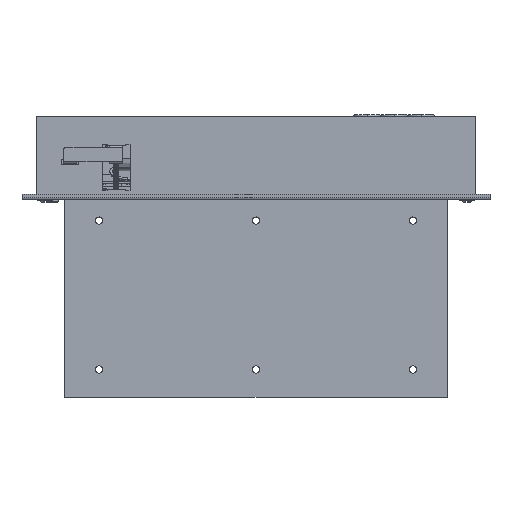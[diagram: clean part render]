
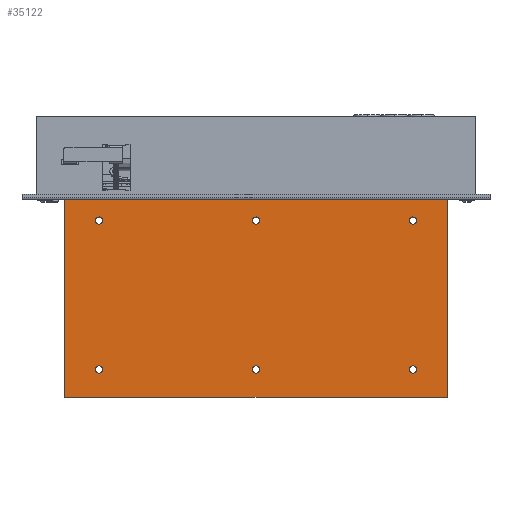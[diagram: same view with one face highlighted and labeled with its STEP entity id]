
A CAD part, top view. The second image highlights one B-rep face of the part: STEP entity #35122.
In plain terms, the highlighted face is planar.
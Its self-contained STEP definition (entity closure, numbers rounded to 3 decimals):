
#34721=CARTESIAN_POINT('',(115.,3.,-75.5));
#34722=DIRECTION('',(0.,-1.,0.));
#34723=DIRECTION('',(1.,0.,0.));
#34724=AXIS2_PLACEMENT_3D('',#34721,#34722,#34723);
#34726=CARTESIAN_POINT('',(115.,3.,-75.5));
#34727=DIRECTION('',(0.,-1.,0.));
#34728=DIRECTION('',(-1.,0.,0.));
#34729=AXIS2_PLACEMENT_3D('',#34726,#34727,#34728);
#34731=CARTESIAN_POINT('',(-115.,3.,-75.5));
#34732=DIRECTION('',(0.,-1.,0.));
#34733=DIRECTION('',(1.,0.,0.));
#34734=AXIS2_PLACEMENT_3D('',#34731,#34732,#34733);
#34736=CARTESIAN_POINT('',(-115.,3.,-75.5));
#34737=DIRECTION('',(0.,-1.,0.));
#34738=DIRECTION('',(-1.,0.,0.));
#34739=AXIS2_PLACEMENT_3D('',#34736,#34737,#34738);
#34741=DIRECTION('',(0.,0.,1.));
#34742=VECTOR('',#34741,160.);
#34743=CARTESIAN_POINT('',(-145.,3.,-80.));
#34744=LINE('',#34743,#34742);
#34745=DIRECTION('',(-1.,0.,0.));
#34746=VECTOR('',#34745,290.);
#34747=CARTESIAN_POINT('',(145.,3.,-80.));
#34748=LINE('',#34747,#34746);
#34749=DIRECTION('',(0.,0.,-1.));
#34750=VECTOR('',#34749,160.);
#34751=CARTESIAN_POINT('',(145.,3.,80.));
#34752=LINE('',#34751,#34750);
#34753=DIRECTION('',(1.,0.,0.));
#34754=VECTOR('',#34753,290.);
#34755=CARTESIAN_POINT('',(-145.,3.,80.));
#34756=LINE('',#34755,#34754);
#34757=CARTESIAN_POINT('',(119.,3.,-54.));
#34758=DIRECTION('',(0.,-1.,0.));
#34759=DIRECTION('',(-1.,0.,0.));
#34760=AXIS2_PLACEMENT_3D('',#34757,#34758,#34759);
#34762=CARTESIAN_POINT('',(119.,3.,-54.));
#34763=DIRECTION('',(0.,-1.,0.));
#34764=DIRECTION('',(1.,0.,0.));
#34765=AXIS2_PLACEMENT_3D('',#34762,#34763,#34764);
#34767=CARTESIAN_POINT('',(0.,3.,-54.));
#34768=DIRECTION('',(0.,-1.,0.));
#34769=DIRECTION('',(-1.,0.,0.));
#34770=AXIS2_PLACEMENT_3D('',#34767,#34768,#34769);
#34772=CARTESIAN_POINT('',(0.,3.,-54.));
#34773=DIRECTION('',(0.,-1.,0.));
#34774=DIRECTION('',(1.,0.,0.));
#34775=AXIS2_PLACEMENT_3D('',#34772,#34773,#34774);
#34777=CARTESIAN_POINT('',(-119.,3.,-54.));
#34778=DIRECTION('',(0.,-1.,0.));
#34779=DIRECTION('',(-1.,0.,0.));
#34780=AXIS2_PLACEMENT_3D('',#34777,#34778,#34779);
#34782=CARTESIAN_POINT('',(-119.,3.,-54.));
#34783=DIRECTION('',(0.,-1.,0.));
#34784=DIRECTION('',(1.,0.,0.));
#34785=AXIS2_PLACEMENT_3D('',#34782,#34783,#34784);
#34787=CARTESIAN_POINT('',(119.,3.,59.));
#34788=DIRECTION('',(0.,-1.,0.));
#34789=DIRECTION('',(-1.,0.,0.));
#34790=AXIS2_PLACEMENT_3D('',#34787,#34788,#34789);
#34792=CARTESIAN_POINT('',(119.,3.,59.));
#34793=DIRECTION('',(0.,-1.,0.));
#34794=DIRECTION('',(1.,0.,0.));
#34795=AXIS2_PLACEMENT_3D('',#34792,#34793,#34794);
#34797=CARTESIAN_POINT('',(-119.,3.,59.));
#34798=DIRECTION('',(0.,-1.,0.));
#34799=DIRECTION('',(-1.,0.,0.));
#34800=AXIS2_PLACEMENT_3D('',#34797,#34798,#34799);
#34802=CARTESIAN_POINT('',(-119.,3.,59.));
#34803=DIRECTION('',(0.,-1.,0.));
#34804=DIRECTION('',(1.,0.,0.));
#34805=AXIS2_PLACEMENT_3D('',#34802,#34803,#34804);
#34807=CARTESIAN_POINT('',(0.,3.,59.));
#34808=DIRECTION('',(0.,-1.,0.));
#34809=DIRECTION('',(-1.,0.,0.));
#34810=AXIS2_PLACEMENT_3D('',#34807,#34808,#34809);
#34812=CARTESIAN_POINT('',(0.,3.,59.));
#34813=DIRECTION('',(0.,-1.,0.));
#34814=DIRECTION('',(1.,0.,0.));
#34815=AXIS2_PLACEMENT_3D('',#34812,#34813,#34814);
#34897=CARTESIAN_POINT('',(-145.,3.,-80.));
#34898=CARTESIAN_POINT('',(-145.,3.,80.));
#34899=VERTEX_POINT('',#34897);
#34900=VERTEX_POINT('',#34898);
#34901=CARTESIAN_POINT('',(145.,3.,80.));
#34902=VERTEX_POINT('',#34901);
#34903=CARTESIAN_POINT('',(145.,3.,-80.));
#34904=VERTEX_POINT('',#34903);
#34913=CARTESIAN_POINT('',(117.,3.,-75.5));
#34914=CARTESIAN_POINT('',(113.,3.,-75.5));
#34915=VERTEX_POINT('',#34913);
#34916=VERTEX_POINT('',#34914);
#34917=CARTESIAN_POINT('',(-113.,3.,-75.5));
#34918=CARTESIAN_POINT('',(-117.,3.,-75.5));
#34919=VERTEX_POINT('',#34917);
#34920=VERTEX_POINT('',#34918);
#34922=CARTESIAN_POINT('',(116.25,3.,-54.));
#34924=VERTEX_POINT('',#34922);
#34926=CARTESIAN_POINT('',(121.75,3.,-54.));
#34928=VERTEX_POINT('',#34926);
#34930=CARTESIAN_POINT('',(-2.75,3.,-54.));
#34932=VERTEX_POINT('',#34930);
#34934=CARTESIAN_POINT('',(2.75,3.,-54.));
#34936=VERTEX_POINT('',#34934);
#34938=CARTESIAN_POINT('',(-121.75,3.,-54.));
#34940=VERTEX_POINT('',#34938);
#34942=CARTESIAN_POINT('',(-116.25,3.,-54.));
#34944=VERTEX_POINT('',#34942);
#34946=CARTESIAN_POINT('',(116.25,3.,59.));
#34948=VERTEX_POINT('',#34946);
#34950=CARTESIAN_POINT('',(121.75,3.,59.));
#34952=VERTEX_POINT('',#34950);
#34954=CARTESIAN_POINT('',(-121.75,3.,59.));
#34956=VERTEX_POINT('',#34954);
#34958=CARTESIAN_POINT('',(-116.25,3.,59.));
#34960=VERTEX_POINT('',#34958);
#34962=CARTESIAN_POINT('',(-2.75,3.,59.));
#34964=VERTEX_POINT('',#34962);
#34966=CARTESIAN_POINT('',(2.75,3.,59.));
#34968=VERTEX_POINT('',#34966);
#35061=CARTESIAN_POINT('',(0.,3.,0.));
#35062=DIRECTION('',(0.,1.,0.));
#35063=DIRECTION('',(1.,0.,0.));
#35064=AXIS2_PLACEMENT_3D('',#35061,#35062,#35063);
#35065=PLANE('',#35064);
#35067=ORIENTED_EDGE('',*,*,#35066,.F.);
#35069=ORIENTED_EDGE('',*,*,#35068,.F.);
#35071=ORIENTED_EDGE('',*,*,#35070,.F.);
#35073=ORIENTED_EDGE('',*,*,#35072,.F.);
#35074=EDGE_LOOP('',(#35067,#35069,#35071,#35073));
#35075=FACE_OUTER_BOUND('',#35074,.F.);
#35076=ORIENTED_EDGE('',*,*,#35041,.F.);
#35077=ORIENTED_EDGE('',*,*,#35055,.F.);
#35078=EDGE_LOOP('',(#35076,#35077));
#35079=FACE_BOUND('',#35078,.F.);
#35081=ORIENTED_EDGE('',*,*,#35080,.F.);
#35083=ORIENTED_EDGE('',*,*,#35082,.F.);
#35084=EDGE_LOOP('',(#35081,#35083));
#35085=FACE_BOUND('',#35084,.F.);
#35087=ORIENTED_EDGE('',*,*,#35086,.F.);
#35089=ORIENTED_EDGE('',*,*,#35088,.F.);
#35090=EDGE_LOOP('',(#35087,#35089));
#35091=FACE_BOUND('',#35090,.F.);
#35093=ORIENTED_EDGE('',*,*,#35092,.F.);
#35095=ORIENTED_EDGE('',*,*,#35094,.F.);
#35096=EDGE_LOOP('',(#35093,#35095));
#35097=FACE_BOUND('',#35096,.F.);
#35099=ORIENTED_EDGE('',*,*,#35098,.F.);
#35101=ORIENTED_EDGE('',*,*,#35100,.F.);
#35102=EDGE_LOOP('',(#35099,#35101));
#35103=FACE_BOUND('',#35102,.F.);
#35105=ORIENTED_EDGE('',*,*,#35104,.F.);
#35107=ORIENTED_EDGE('',*,*,#35106,.F.);
#35108=EDGE_LOOP('',(#35105,#35107));
#35109=FACE_BOUND('',#35108,.F.);
#35111=ORIENTED_EDGE('',*,*,#35110,.F.);
#35113=ORIENTED_EDGE('',*,*,#35112,.F.);
#35114=EDGE_LOOP('',(#35111,#35113));
#35115=FACE_BOUND('',#35114,.F.);
#35117=ORIENTED_EDGE('',*,*,#35116,.F.);
#35119=ORIENTED_EDGE('',*,*,#35118,.F.);
#35120=EDGE_LOOP('',(#35117,#35119));
#35121=FACE_BOUND('',#35120,.F.);
#35122=ADVANCED_FACE('',(#35075,#35079,#35085,#35091,#35097,#35103,#35109,
#35115,#35121),#35065,.T.);
#34725=CIRCLE('',#34724,2.);
#34730=CIRCLE('',#34729,2.);
#34735=CIRCLE('',#34734,2.);
#34740=CIRCLE('',#34739,2.);
#34761=CIRCLE('',#34760,2.75);
#34766=CIRCLE('',#34765,2.75);
#34771=CIRCLE('',#34770,2.75);
#34776=CIRCLE('',#34775,2.75);
#34781=CIRCLE('',#34780,2.75);
#34786=CIRCLE('',#34785,2.75);
#34791=CIRCLE('',#34790,2.75);
#34796=CIRCLE('',#34795,2.75);
#34801=CIRCLE('',#34800,2.75);
#34806=CIRCLE('',#34805,2.75);
#34811=CIRCLE('',#34810,2.75);
#34816=CIRCLE('',#34815,2.75);
#35041=EDGE_CURVE('',#34915,#34916,#34725,.T.);
#35055=EDGE_CURVE('',#34916,#34915,#34730,.T.);
#35066=EDGE_CURVE('',#34899,#34900,#34744,.T.);
#35068=EDGE_CURVE('',#34904,#34899,#34748,.T.);
#35070=EDGE_CURVE('',#34902,#34904,#34752,.T.);
#35072=EDGE_CURVE('',#34900,#34902,#34756,.T.);
#35080=EDGE_CURVE('',#34919,#34920,#34735,.T.);
#35082=EDGE_CURVE('',#34920,#34919,#34740,.T.);
#35086=EDGE_CURVE('',#34924,#34928,#34761,.T.);
#35088=EDGE_CURVE('',#34928,#34924,#34766,.T.);
#35092=EDGE_CURVE('',#34932,#34936,#34771,.T.);
#35094=EDGE_CURVE('',#34936,#34932,#34776,.T.);
#35098=EDGE_CURVE('',#34940,#34944,#34781,.T.);
#35100=EDGE_CURVE('',#34944,#34940,#34786,.T.);
#35104=EDGE_CURVE('',#34948,#34952,#34791,.T.);
#35106=EDGE_CURVE('',#34952,#34948,#34796,.T.);
#35110=EDGE_CURVE('',#34956,#34960,#34801,.T.);
#35112=EDGE_CURVE('',#34960,#34956,#34806,.T.);
#35116=EDGE_CURVE('',#34964,#34968,#34811,.T.);
#35118=EDGE_CURVE('',#34968,#34964,#34816,.T.);
